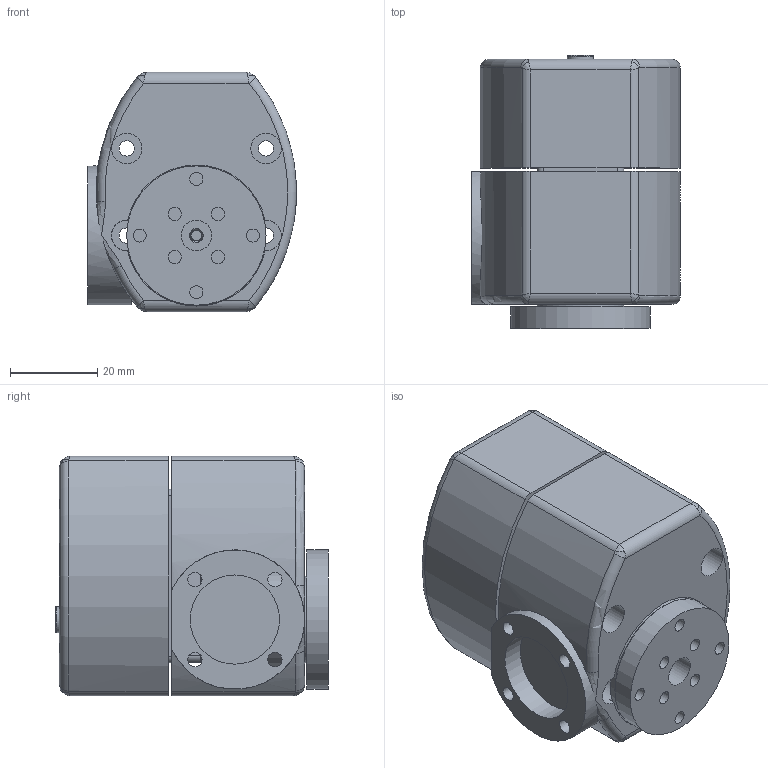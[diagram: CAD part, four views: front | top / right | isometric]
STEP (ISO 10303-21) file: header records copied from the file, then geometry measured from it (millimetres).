
FILE_DESCRIPTION(/* description */ (''),/* implementation_level */ '2;1');
FILE_NAME(/* name */ 'servoHead3 v11.step',/* time_stamp */ '2020-11-09T12:58:02+09:00',/* author */ (''),/* organization */ (''),/* preprocessor_version */ 'ST-DEVELOPER v18.1',/* originating_system */ 'Autodesk Translation Framework v9.3.0.1241',/* authorisation */ '');
FILE_SCHEMA (('AUTOMOTIVE_DESIGN { 1 0 10303 214 3 1 1 }'));
Length unit declared in the file: millimetre
Products named in the file (12): servoHead3; rds3135-3d; SG_178; ZK_142; DG_130; GE_57; DUOPAN-SG; servoHead_part6; servoHead_parts1; servoHead_parts2; servoHead_part7; SF-1E1810(bush20)
Assembly tree (11 placements, depth 3):
  servoHead3
    rds3135-3d
      SG_178
      ZK_142
      DG_130
      GE_57
      DUOPAN-SG
    servoHead_part6
    servoHead_parts1
    servoHead_parts2
    servoHead_part7
    SF-1E1810(bush20)
Bounding box: 48 x 62.7 x 55 mm (x, y, z)
Volume: 108007.6 mm3; surface area: 46562.8 mm2
Topology: 10 solids, 13 shells, 546 faces, 1358 edges, 839 vertices
Faces by surface type: cylinder 221, plane 207, bspline 54, cone 28, torus 20, sphere 16
Full cylindrical faces by diameter (mm): 1.58 x4, 1.6 x12, 2.5 x27, 3 x12, 3.2 x1, 3.3 x4, 3.5 x10, 5 x2, 6 x2, 6.05 x1, 6.2 x1, 6.5 x5, 7 x6, 7.5 x1, 8.5 x1, 9 x1, 9.5 x1, 10 x1, 19.89 x1, 20 x3, 20.5 x1, 23 x1, 23.6 x1, 31 x1, 32 x1
Entity records: 24570 total; most frequent: CARTESIAN_POINT 11325, DIRECTION 2701, ORIENTED_EDGE 2652, EDGE_CURVE 1326, AXIS2_PLACEMENT_3D 1037, VERTEX_POINT 839, EDGE_LOOP 659, LINE 627
